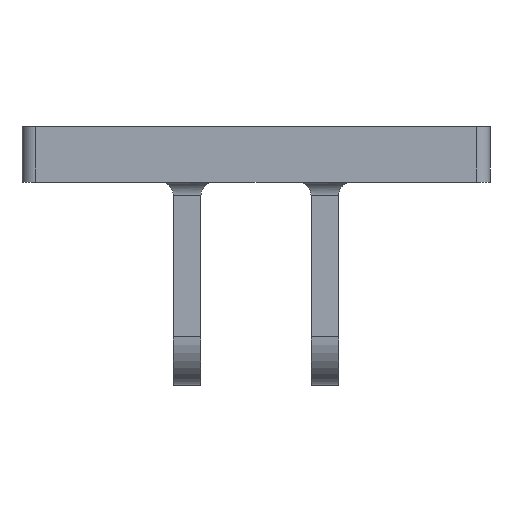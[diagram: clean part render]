
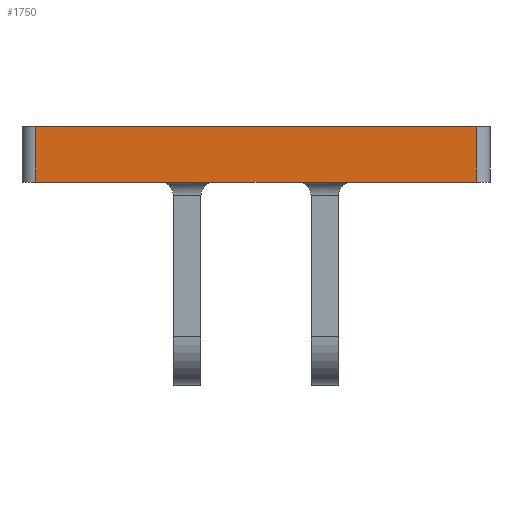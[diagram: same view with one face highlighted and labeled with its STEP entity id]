
A CAD part, front view. The second image highlights one B-rep face of the part: STEP entity #1750.
In plain terms, the highlighted planar face has unit normal (0, -1, 0).
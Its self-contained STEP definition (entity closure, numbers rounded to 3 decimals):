
#11 = VERTEX_POINT ( 'NONE', #164 ) ;
#23 = DIRECTION ( 'NONE',  ( 0., 0., 1. ) ) ;
#116 = EDGE_CURVE ( 'NONE', #853, #273, #1013, .T. ) ;
#164 = CARTESIAN_POINT ( 'NONE',  ( -3., -32., 0. ) ) ;
#169 = ORIENTED_EDGE ( 'NONE', *, *, #1240, .T. ) ;
#231 = CARTESIAN_POINT ( 'NONE',  ( -1., -32., 4. ) ) ;
#273 = VERTEX_POINT ( 'NONE', #1405 ) ;
#333 = LINE ( 'NONE', #479, #1964 ) ;
#365 = EDGE_CURVE ( 'NONE', #853, #1128, #405, .T. ) ;
#405 = LINE ( 'NONE', #689, #1306 ) ;
#413 = ORIENTED_EDGE ( 'NONE', *, *, #116, .F. ) ;
#448 = EDGE_CURVE ( 'NONE', #1251, #581, #897, .T. ) ;
#479 = CARTESIAN_POINT ( 'NONE',  ( -1., -32., 0. ) ) ;
#509 = ORIENTED_EDGE ( 'NONE', *, *, #1707, .T. ) ;
#514 = CARTESIAN_POINT ( 'NONE',  ( -1., -32., 0. ) ) ;
#581 = VERTEX_POINT ( 'NONE', #650 ) ;
#650 = CARTESIAN_POINT ( 'NONE',  ( 16., -32., 0. ) ) ;
#660 = CARTESIAN_POINT ( 'NONE',  ( -1., -32., 41.162 ) ) ;
#689 = CARTESIAN_POINT ( 'NONE',  ( -16., -32., 41.162 ) ) ;
#699 = CARTESIAN_POINT ( 'NONE',  ( -1., -32., 0. ) ) ;
#719 = DIRECTION ( 'NONE',  ( 1., 0., 0. ) ) ;
#853 = VERTEX_POINT ( 'NONE', #938 ) ;
#897 = LINE ( 'NONE', #1058, #1825 ) ;
#938 = CARTESIAN_POINT ( 'NONE',  ( -16., -32., 4. ) ) ;
#967 = EDGE_CURVE ( 'NONE', #1056, #11, #1759, .T. ) ;
#996 = DIRECTION ( 'NONE',  ( 1., 0., 0. ) ) ;
#1009 = DIRECTION ( 'NONE',  ( 1., 0., 0. ) ) ;
#1013 = LINE ( 'NONE', #231, #1593 ) ;
#1035 = ORIENTED_EDGE ( 'NONE', *, *, #365, .T. ) ;
#1050 = EDGE_CURVE ( 'NONE', #11, #1875, #333, .T. ) ;
#1056 = VERTEX_POINT ( 'NONE', #1291 ) ;
#1058 = CARTESIAN_POINT ( 'NONE',  ( -1., -32., 0. ) ) ;
#1120 = FACE_OUTER_BOUND ( 'NONE', #1671, .T. ) ;
#1128 = VERTEX_POINT ( 'NONE', #1888 ) ;
#1136 = CARTESIAN_POINT ( 'NONE',  ( 7., -32., 0. ) ) ;
#1168 = CARTESIAN_POINT ( 'NONE',  ( 16., -32., 41.162 ) ) ;
#1209 = VECTOR ( 'NONE', #996, 1000. ) ;
#1221 = LINE ( 'NONE', #1657, #1771 ) ;
#1234 = ORIENTED_EDGE ( 'NONE', *, *, #448, .T. ) ;
#1240 = EDGE_CURVE ( 'NONE', #1875, #1251, #1601, .T. ) ;
#1251 = VERTEX_POINT ( 'NONE', #1136 ) ;
#1269 = DIRECTION ( 'NONE',  ( 0., 1., 0. ) ) ;
#1291 = CARTESIAN_POINT ( 'NONE',  ( -7., -32., 0. ) ) ;
#1306 = VECTOR ( 'NONE', #1937, 1000. ) ;
#1307 = EDGE_CURVE ( 'NONE', #581, #273, #1634, .T. ) ;
#1405 = CARTESIAN_POINT ( 'NONE',  ( 16., -32., 4. ) ) ;
#1500 = VECTOR ( 'NONE', #1009, 1000. ) ;
#1593 = VECTOR ( 'NONE', #719, 1000. ) ;
#1601 = LINE ( 'NONE', #699, #1500 ) ;
#1605 = ORIENTED_EDGE ( 'NONE', *, *, #1050, .T. ) ;
#1634 = LINE ( 'NONE', #1168, #1863 ) ;
#1657 = CARTESIAN_POINT ( 'NONE',  ( -1., -32., 0. ) ) ;
#1671 = EDGE_LOOP ( 'NONE', ( #413, #1035, #509, #1907, #1605, #169, #1234, #2001 ) ) ;
#1707 = EDGE_CURVE ( 'NONE', #1128, #1056, #1221, .T. ) ;
#1726 = CARTESIAN_POINT ( 'NONE',  ( 3., -32., 0. ) ) ;
#1738 = DIRECTION ( 'NONE',  ( 1., 0., 0. ) ) ;
#1750 = ADVANCED_FACE ( 'NONE', ( #1120 ), #1862, .F. ) ;
#1759 = LINE ( 'NONE', #514, #1209 ) ;
#1771 = VECTOR ( 'NONE', #1843, 1000. ) ;
#1779 = DIRECTION ( 'NONE',  ( 0., 0., 1. ) ) ;
#1825 = VECTOR ( 'NONE', #1853, 1000. ) ;
#1843 = DIRECTION ( 'NONE',  ( 1., 0., 0. ) ) ;
#1853 = DIRECTION ( 'NONE',  ( 1., 0., 0. ) ) ;
#1862 = PLANE ( 'NONE',  #1901 ) ;
#1863 = VECTOR ( 'NONE', #1779, 1000. ) ;
#1875 = VERTEX_POINT ( 'NONE', #1726 ) ;
#1888 = CARTESIAN_POINT ( 'NONE',  ( -16., -32., 0. ) ) ;
#1901 = AXIS2_PLACEMENT_3D ( 'NONE', #660, #1269, #23 ) ;
#1907 = ORIENTED_EDGE ( 'NONE', *, *, #967, .T. ) ;
#1937 = DIRECTION ( 'NONE',  ( 0., 0., -1. ) ) ;
#1964 = VECTOR ( 'NONE', #1738, 1000. ) ;
#2001 = ORIENTED_EDGE ( 'NONE', *, *, #1307, .T. ) ;
